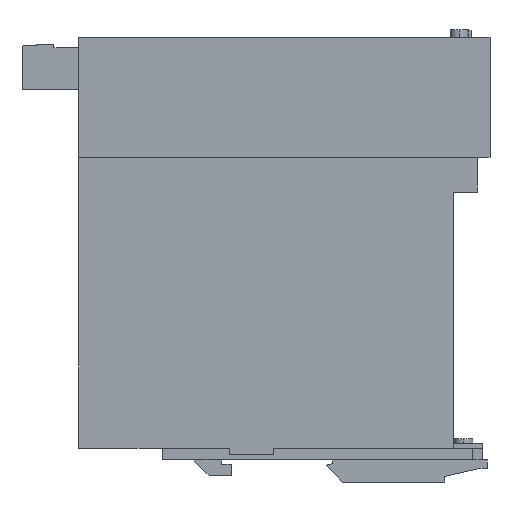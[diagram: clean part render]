
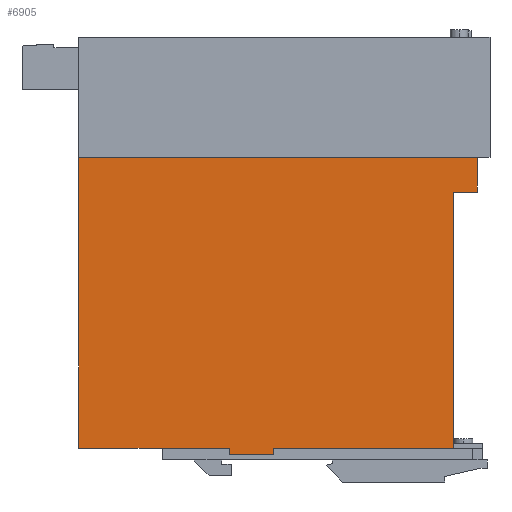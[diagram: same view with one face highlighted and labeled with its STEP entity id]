
A CAD part, left-side view. The second image highlights one B-rep face of the part: STEP entity #6905.
In plain terms, the highlighted planar face has unit normal (-1, 0, 0).
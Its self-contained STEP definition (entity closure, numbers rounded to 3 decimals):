
#257 = VECTOR ( 'NONE', #13340, 1000. ) ;
#400 = VERTEX_POINT ( 'NONE', #3914 ) ;
#422 = CARTESIAN_POINT ( 'NONE',  ( -26.25, 3.5, -132. ) ) ;
#664 = CARTESIAN_POINT ( 'NONE',  ( -26.25, 65., -130. ) ) ;
#668 = EDGE_CURVE ( 'NONE', #5017, #12482, #4816, .T. ) ;
#751 = EDGE_CURVE ( 'NONE', #11866, #9429, #6176, .T. ) ;
#797 = LINE ( 'NONE', #13530, #2340 ) ;
#1420 = EDGE_CURVE ( 'NONE', #10299, #9429, #2733, .T. ) ;
#2340 = VECTOR ( 'NONE', #4145, 1000. ) ;
#2733 = LINE ( 'NONE', #6082, #257 ) ;
#2975 = FACE_OUTER_BOUND ( 'NONE', #3797, .T. ) ;
#3174 = AXIS2_PLACEMENT_3D ( 'NONE', #11325, #11129, #9148 ) ;
#3712 = DIRECTION ( 'NONE',  ( 0., 0., 1. ) ) ;
#3797 = EDGE_LOOP ( 'NONE', ( #7461, #6546, #7995, #12470, #3950, #10284, #5042, #5950, #8951, #12229 ) ) ;
#3865 = VECTOR ( 'NONE', #13327, 1000. ) ;
#3914 = CARTESIAN_POINT ( 'NONE',  ( -26.25, 3.5, -130. ) ) ;
#3944 = LINE ( 'NONE', #12296, #8679 ) ;
#3950 = ORIENTED_EDGE ( 'NONE', *, *, #12738, .T. ) ;
#4102 = VECTOR ( 'NONE', #5883, 1000. ) ;
#4145 = DIRECTION ( 'NONE',  ( 0., -1., 0. ) ) ;
#4413 = VECTOR ( 'NONE', #9142, 1000. ) ;
#4613 = CARTESIAN_POINT ( 'NONE',  ( -26.25, -53.4, -389.518 ) ) ;
#4816 = LINE ( 'NONE', #4613, #8346 ) ;
#4904 = EDGE_CURVE ( 'NONE', #10629, #8767, #9868, .T. ) ;
#4947 = CARTESIAN_POINT ( 'NONE',  ( -26.25, 65., -130. ) ) ;
#4958 = CARTESIAN_POINT ( 'NONE',  ( -26.25, 65., -38. ) ) ;
#5017 = VERTEX_POINT ( 'NONE', #6142 ) ;
#5042 = ORIENTED_EDGE ( 'NONE', *, *, #13461, .F. ) ;
#5345 = VECTOR ( 'NONE', #8584, 1000. ) ;
#5557 = VECTOR ( 'NONE', #3712, 1000. ) ;
#5759 = CARTESIAN_POINT ( 'NONE',  ( -26.25, 65., -234.5 ) ) ;
#5883 = DIRECTION ( 'NONE',  ( 0., 1., 0. ) ) ;
#5950 = ORIENTED_EDGE ( 'NONE', *, *, #11267, .T. ) ;
#5988 = VERTEX_POINT ( 'NONE', #422 ) ;
#6082 = CARTESIAN_POINT ( 'NONE',  ( -26.25, -61., -234.5 ) ) ;
#6142 = CARTESIAN_POINT ( 'NONE',  ( -26.25, -53.4, -130. ) ) ;
#6145 = EDGE_CURVE ( 'NONE', #10786, #11866, #6936, .T. ) ;
#6176 = LINE ( 'NONE', #4958, #4413 ) ;
#6202 = CARTESIAN_POINT ( 'NONE',  ( -26.25, 17.5, -130. ) ) ;
#6546 = ORIENTED_EDGE ( 'NONE', *, *, #1420, .T. ) ;
#6905 = ADVANCED_FACE ( 'NONE', ( #2975 ), #13319, .T. ) ;
#6936 = LINE ( 'NONE', #5759, #5557 ) ;
#7182 = LINE ( 'NONE', #8019, #4102 ) ;
#7461 = ORIENTED_EDGE ( 'NONE', *, *, #11295, .F. ) ;
#7995 = ORIENTED_EDGE ( 'NONE', *, *, #751, .F. ) ;
#8019 = CARTESIAN_POINT ( 'NONE',  ( -26.25, 3.5, -132. ) ) ;
#8346 = VECTOR ( 'NONE', #9001, 1000. ) ;
#8519 = CARTESIAN_POINT ( 'NONE',  ( -26.25, 17.5, -132. ) ) ;
#8584 = DIRECTION ( 'NONE',  ( 0., 0., 1. ) ) ;
#8679 = VECTOR ( 'NONE', #10245, 1000. ) ;
#8767 = VERTEX_POINT ( 'NONE', #6202 ) ;
#8921 = CARTESIAN_POINT ( 'NONE',  ( -26.25, -61., -49. ) ) ;
#8951 = ORIENTED_EDGE ( 'NONE', *, *, #13238, .T. ) ;
#9001 = DIRECTION ( 'NONE',  ( 0., 0., 1. ) ) ;
#9142 = DIRECTION ( 'NONE',  ( 0., -1., 0. ) ) ;
#9148 = DIRECTION ( 'NONE',  ( 0., -1., 0. ) ) ;
#9429 = VERTEX_POINT ( 'NONE', #9787 ) ;
#9787 = CARTESIAN_POINT ( 'NONE',  ( -26.25, -61., -38. ) ) ;
#9868 = LINE ( 'NONE', #8519, #5345 ) ;
#10245 = DIRECTION ( 'NONE',  ( 0., 1., 0. ) ) ;
#10284 = ORIENTED_EDGE ( 'NONE', *, *, #4904, .F. ) ;
#10299 = VERTEX_POINT ( 'NONE', #8921 ) ;
#10302 = LINE ( 'NONE', #11273, #3865 ) ;
#10438 = VECTOR ( 'NONE', #13234, 1000. ) ;
#10613 = CARTESIAN_POINT ( 'NONE',  ( -26.25, 17.5, -132. ) ) ;
#10629 = VERTEX_POINT ( 'NONE', #10613 ) ;
#10638 = CARTESIAN_POINT ( 'NONE',  ( -26.25, -53.4, -49. ) ) ;
#10786 = VERTEX_POINT ( 'NONE', #664 ) ;
#11129 = DIRECTION ( 'NONE',  ( -1., 0., 0. ) ) ;
#11267 = EDGE_CURVE ( 'NONE', #5988, #400, #10302, .T. ) ;
#11273 = CARTESIAN_POINT ( 'NONE',  ( -26.25, 3.5, -132. ) ) ;
#11295 = EDGE_CURVE ( 'NONE', #10299, #12482, #3944, .T. ) ;
#11308 = LINE ( 'NONE', #4947, #10438 ) ;
#11325 = CARTESIAN_POINT ( 'NONE',  ( -26.25, 65., -234.5 ) ) ;
#11866 = VERTEX_POINT ( 'NONE', #12312 ) ;
#12229 = ORIENTED_EDGE ( 'NONE', *, *, #668, .T. ) ;
#12296 = CARTESIAN_POINT ( 'NONE',  ( -26.25, 65., -49. ) ) ;
#12312 = CARTESIAN_POINT ( 'NONE',  ( -26.25, 65., -38. ) ) ;
#12470 = ORIENTED_EDGE ( 'NONE', *, *, #6145, .F. ) ;
#12482 = VERTEX_POINT ( 'NONE', #10638 ) ;
#12738 = EDGE_CURVE ( 'NONE', #10786, #8767, #11308, .T. ) ;
#13234 = DIRECTION ( 'NONE',  ( 0., -1., 0. ) ) ;
#13238 = EDGE_CURVE ( 'NONE', #400, #5017, #797, .T. ) ;
#13319 = PLANE ( 'NONE',  #3174 ) ;
#13327 = DIRECTION ( 'NONE',  ( 0., 0., 1. ) ) ;
#13340 = DIRECTION ( 'NONE',  ( 0., 0., 1. ) ) ;
#13461 = EDGE_CURVE ( 'NONE', #5988, #10629, #7182, .T. ) ;
#13530 = CARTESIAN_POINT ( 'NONE',  ( -26.25, 65., -130. ) ) ;
